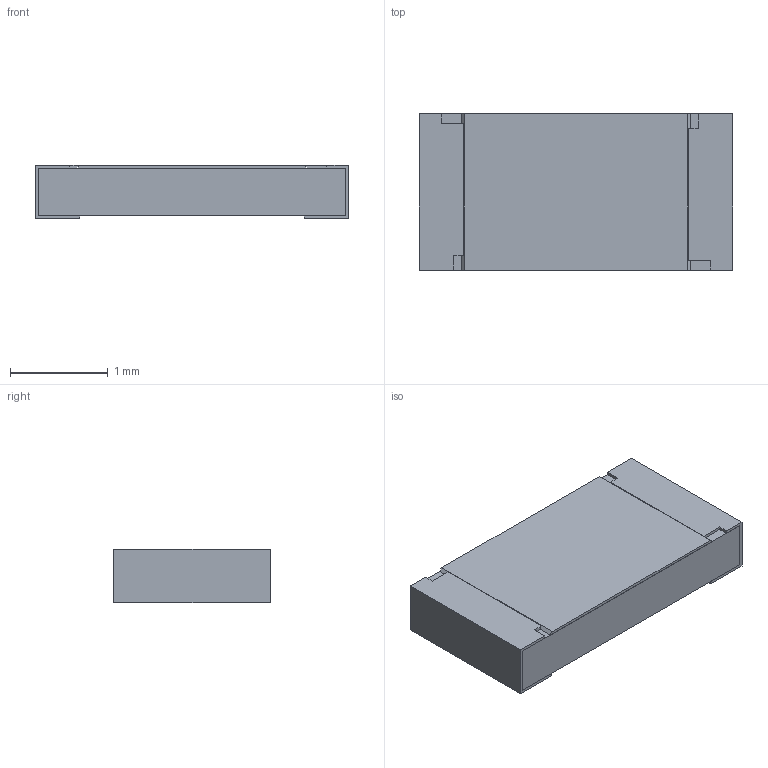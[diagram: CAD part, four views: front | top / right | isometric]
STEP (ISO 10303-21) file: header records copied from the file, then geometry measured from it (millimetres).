
FILE_DESCRIPTION(('FreeCAD Model'),'2;1');
FILE_NAME('Open CASCADE Shape Model','2024-01-16T20:33:26',(''),(''), 'Open CASCADE STEP processor 7.7','FreeCAD','Unknown');
FILE_SCHEMA(('AUTOMOTIVE_DESIGN { 1 0 10303 214 1 1 1 1 }'));
Length unit declared in the file: millimetre
Products named in the file (5): Part; Body; Body002; Array; Term
Assembly tree (5 placements, depth 3):
  Part
    Body
    Body002
    Array
      Term  x2
Bounding box: 3.2 x 1.6 x 0.55 mm (x, y, z)
Volume: 2.7 mm3; surface area: 31.4 mm2
Topology: 4 solids, 4 shells, 44 faces, 108 edges, 72 vertices
Faces by surface type: plane 44
Entity records: 943 total; most frequent: CARTESIAN_POINT 150, DIRECTION 139, ORIENTED_EDGE 138, EDGE_CURVE 69, LINE 69, VECTOR 69, VERTEX_POINT 46, AXIS2_PLACEMENT_3D 35
